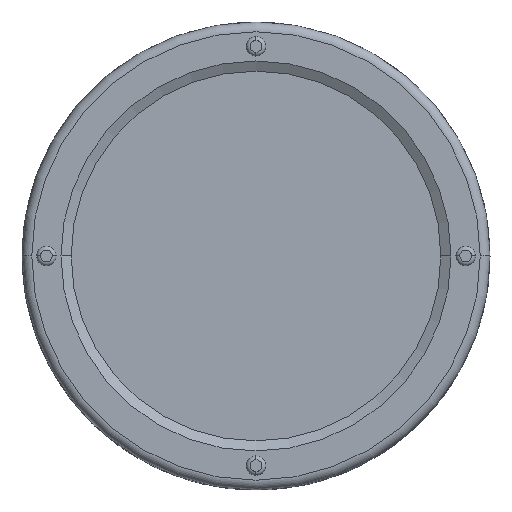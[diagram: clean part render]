
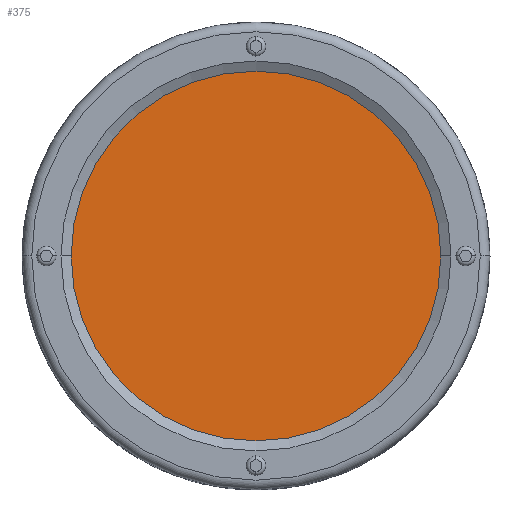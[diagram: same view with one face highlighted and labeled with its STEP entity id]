
A CAD part, top view. The second image highlights one B-rep face of the part: STEP entity #375.
In plain terms, the highlighted planar face has unit normal (0, 0, 1).
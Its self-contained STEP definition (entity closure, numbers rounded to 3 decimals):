
#375=ADVANCED_FACE('',(#1025),#1026,.F.);
#1025=FACE_OUTER_BOUND('',#7003,.T.);
#1026=PLANE('',#7004);
#7003=EDGE_LOOP('',(#9137,#9138));
#7004=AXIS2_PLACEMENT_3D('',#9139,#9140,#9141);
#9137=ORIENTED_EDGE('',*,*,#10012,.F.);
#9138=ORIENTED_EDGE('',*,*,#10013,.F.);
#9139=CARTESIAN_POINT('',(-27.64,41.18,-10.607));
#9140=DIRECTION('',(0.,0.,-1.0));
#9141=DIRECTION('',(0.0,-1.0,0.));
#10012=EDGE_CURVE('',#11255,#11256,#11257,.T.);
#10013=EDGE_CURVE('',#11256,#11255,#11258,.T.);
#11255=VERTEX_POINT('',#14601);
#11256=VERTEX_POINT('',#14602);
#11257=CIRCLE('',#14603,94.804);
#11258=CIRCLE('',#14604,94.804);
#14601=CARTESIAN_POINT('',(67.164,41.18,-10.607));
#14602=CARTESIAN_POINT('',(-122.443,41.18,-10.607));
#14603=AXIS2_PLACEMENT_3D('',#15841,#15842,#15843);
#14604=AXIS2_PLACEMENT_3D('',#15844,#15845,#15846);
#15841=CARTESIAN_POINT('',(-27.64,41.18,-10.607));
#15842=DIRECTION('',(0.,0.,-1.0));
#15843=DIRECTION('',(-1.0,0.,0.));
#15844=CARTESIAN_POINT('',(-27.64,41.18,-10.607));
#15845=DIRECTION('',(0.,0.,-1.0));
#15846=DIRECTION('',(-1.0,0.,0.));
